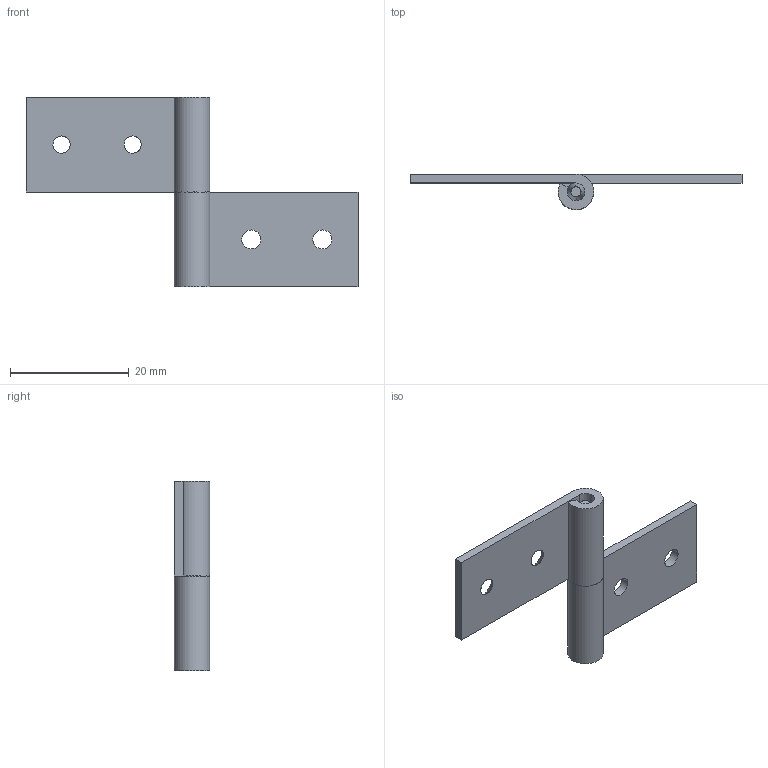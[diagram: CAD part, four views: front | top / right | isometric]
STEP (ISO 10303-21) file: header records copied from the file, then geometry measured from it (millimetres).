
FILE_DESCRIPTION((''),'2;1');
FILE_NAME('','2005-04-20T09:35:25',(''),(''),'','CADfix','');
FILE_SCHEMA(('AUTOMOTIVE_DESIGN'));
Length unit declared in the file: millimetre
Products named in the file (4): shaft; hinge piece_B; hinge piece_A; TH_42_R_9150_36
Assembly tree (3 placements, depth 2):
  TH_42_R_9150_36
    shaft
    hinge piece_B
    hinge piece_A
Bounding box: 56 x 6 x 32 mm (x, y, z)
Volume: 2051.6 mm3; surface area: 3161.3 mm2
Topology: 3 solids, 3 shells, 34 faces, 107 edges, 79 vertices
Faces by surface type: bspline 34
Entity records: 1453 total; most frequent: CARTESIAN_POINT 770, ORIENTED_EDGE 214, EDGE_CURVE 107, VERTEX_POINT 79, QUASI_UNIFORM_CURVE 44, EDGE_LOOP 42, FACE_OUTER_BOUND 34, ADVANCED_FACE 34
